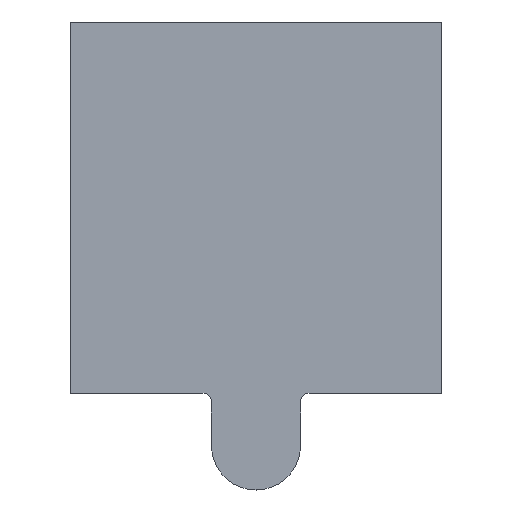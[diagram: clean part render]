
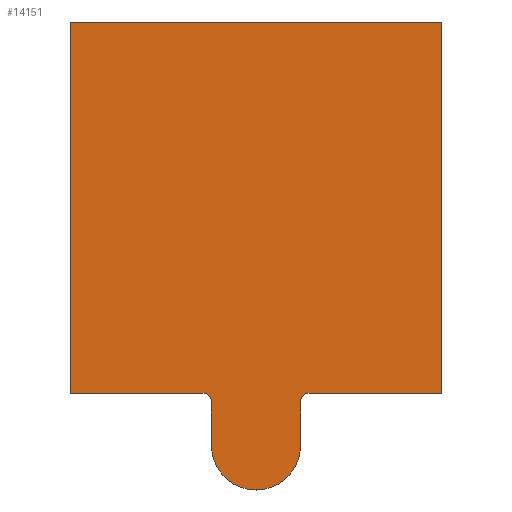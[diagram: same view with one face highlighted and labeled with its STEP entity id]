
A CAD part, top view. The second image highlights one B-rep face of the part: STEP entity #14151.
In plain terms, the highlighted planar face has unit normal (0, 0, 1).
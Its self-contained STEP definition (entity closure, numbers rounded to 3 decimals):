
#375 = DIRECTION ( 'NONE',  ( -1., 0., 0. ) ) ;
#689 = CIRCLE ( 'NONE', #10276, 0.5 ) ;
#756 = FACE_OUTER_BOUND ( 'NONE', #1289, .T. ) ;
#1085 = ORIENTED_EDGE ( 'NONE', *, *, #7458, .F. ) ;
#1289 = EDGE_LOOP ( 'NONE', ( #11113, #12350, #10134, #3522, #17829, #1085, #9842, #13619, #3200, #17355 ) ) ;
#1556 = VERTEX_POINT ( 'NONE', #2189 ) ;
#1732 = EDGE_CURVE ( 'NONE', #14158, #7502, #8261, .T. ) ;
#1747 = LINE ( 'NONE', #13984, #13440 ) ;
#1796 = DIRECTION ( 'NONE',  ( 0., 1., 0. ) ) ;
#2062 = DIRECTION ( 'NONE',  ( -1., 0., 0. ) ) ;
#2189 = CARTESIAN_POINT ( 'NONE',  ( 12.5, -12.5, 0.15 ) ) ;
#2248 = DIRECTION ( 'NONE',  ( 0., -1., 0. ) ) ;
#2318 = EDGE_CURVE ( 'NONE', #12208, #17265, #689, .T. ) ;
#3200 = ORIENTED_EDGE ( 'NONE', *, *, #7258, .T. ) ;
#3215 = VECTOR ( 'NONE', #1796, 1000. ) ;
#3521 = DIRECTION ( 'NONE',  ( 0., 0., 1. ) ) ;
#3522 = ORIENTED_EDGE ( 'NONE', *, *, #11042, .F. ) ;
#3661 = DIRECTION ( 'NONE',  ( 0., -1., 0. ) ) ;
#3663 = DIRECTION ( 'NONE',  ( 0., 0., 1. ) ) ;
#3734 = CARTESIAN_POINT ( 'NONE',  ( 12.5, 12.5, 0.15 ) ) ;
#4122 = EDGE_CURVE ( 'NONE', #4390, #1556, #11347, .T. ) ;
#4390 = VERTEX_POINT ( 'NONE', #17169 ) ;
#4831 = CARTESIAN_POINT ( 'NONE',  ( 3.5, -13., 0.15 ) ) ;
#5072 = CARTESIAN_POINT ( 'NONE',  ( 3., -16., 0.15 ) ) ;
#5347 = DIRECTION ( 'NONE',  ( 0., 0., -1. ) ) ;
#6899 = CARTESIAN_POINT ( 'NONE',  ( -3.5, -12.5, 0.15 ) ) ;
#7165 = CARTESIAN_POINT ( 'NONE',  ( -12.5, -12.5, 0.15 ) ) ;
#7250 = CARTESIAN_POINT ( 'NONE',  ( 3., -13., 0.15 ) ) ;
#7258 = EDGE_CURVE ( 'NONE', #13243, #16465, #14066, .T. ) ;
#7458 = EDGE_CURVE ( 'NONE', #17265, #14158, #1747, .T. ) ;
#7502 = VERTEX_POINT ( 'NONE', #18506 ) ;
#7835 = DIRECTION ( 'NONE',  ( -1., 0., 0. ) ) ;
#8014 = DIRECTION ( 'NONE',  ( -1., 0., 0. ) ) ;
#8218 = AXIS2_PLACEMENT_3D ( 'NONE', #17316, #5347, #2062 ) ;
#8261 = LINE ( 'NONE', #7165, #9943 ) ;
#8353 = DIRECTION ( 'NONE',  ( -1., 0., 0. ) ) ;
#8552 = DIRECTION ( 'NONE',  ( 0., 1., 0. ) ) ;
#8833 = CARTESIAN_POINT ( 'NONE',  ( -12.5, 12.5, 0.15 ) ) ;
#8928 = LINE ( 'NONE', #8833, #10700 ) ;
#9519 = VECTOR ( 'NONE', #12448, 1000. ) ;
#9842 = ORIENTED_EDGE ( 'NONE', *, *, #2318, .F. ) ;
#9845 = CARTESIAN_POINT ( 'NONE',  ( -3., -16., 0.15 ) ) ;
#9943 = VECTOR ( 'NONE', #8552, 1000. ) ;
#10134 = ORIENTED_EDGE ( 'NONE', *, *, #4122, .F. ) ;
#10276 = AXIS2_PLACEMENT_3D ( 'NONE', #17440, #17340, #375 ) ;
#10700 = VECTOR ( 'NONE', #19506, 1000. ) ;
#11042 = EDGE_CURVE ( 'NONE', #7502, #4390, #8928, .T. ) ;
#11113 = ORIENTED_EDGE ( 'NONE', *, *, #11224, .F. ) ;
#11224 = EDGE_CURVE ( 'NONE', #13138, #16208, #18122, .T. ) ;
#11347 = LINE ( 'NONE', #3734, #19704 ) ;
#12118 = AXIS2_PLACEMENT_3D ( 'NONE', #17523, #3663, #8353 ) ;
#12208 = VERTEX_POINT ( 'NONE', #12369 ) ;
#12249 = LINE ( 'NONE', #15388, #9519 ) ;
#12350 = ORIENTED_EDGE ( 'NONE', *, *, #13202, .F. ) ;
#12369 = CARTESIAN_POINT ( 'NONE',  ( -3., -13., 0.15 ) ) ;
#12448 = DIRECTION ( 'NONE',  ( -1., 0., 0. ) ) ;
#12519 = LINE ( 'NONE', #14236, #3215 ) ;
#13138 = VERTEX_POINT ( 'NONE', #13876 ) ;
#13202 = EDGE_CURVE ( 'NONE', #1556, #13138, #12249, .T. ) ;
#13243 = VERTEX_POINT ( 'NONE', #9845 ) ;
#13440 = VECTOR ( 'NONE', #7835, 1000. ) ;
#13619 = ORIENTED_EDGE ( 'NONE', *, *, #16501, .F. ) ;
#13876 = CARTESIAN_POINT ( 'NONE',  ( 3.5, -12.5, 0.15 ) ) ;
#13984 = CARTESIAN_POINT ( 'NONE',  ( -3.5, -12.5, 0.15 ) ) ;
#14066 = CIRCLE ( 'NONE', #12118, 3. ) ;
#14151 = ADVANCED_FACE ( 'NONE', ( #756 ), #16002, .F. ) ;
#14158 = VERTEX_POINT ( 'NONE', #15613 ) ;
#14236 = CARTESIAN_POINT ( 'NONE',  ( -3., -16., 0.15 ) ) ;
#15388 = CARTESIAN_POINT ( 'NONE',  ( 12.5, -12.5, 0.15 ) ) ;
#15613 = CARTESIAN_POINT ( 'NONE',  ( -12.5, -12.5, 0.15 ) ) ;
#16002 = PLANE ( 'NONE',  #8218 ) ;
#16120 = EDGE_CURVE ( 'NONE', #16208, #16465, #19028, .T. ) ;
#16208 = VERTEX_POINT ( 'NONE', #7250 ) ;
#16465 = VERTEX_POINT ( 'NONE', #5072 ) ;
#16501 = EDGE_CURVE ( 'NONE', #13243, #12208, #12519, .T. ) ;
#17169 = CARTESIAN_POINT ( 'NONE',  ( 12.5, 12.5, 0.15 ) ) ;
#17265 = VERTEX_POINT ( 'NONE', #6899 ) ;
#17316 = CARTESIAN_POINT ( 'NONE',  ( 3.5, -13., 0.15 ) ) ;
#17323 = VECTOR ( 'NONE', #3661, 1000. ) ;
#17340 = DIRECTION ( 'NONE',  ( 0., 0., 1. ) ) ;
#17355 = ORIENTED_EDGE ( 'NONE', *, *, #16120, .F. ) ;
#17440 = CARTESIAN_POINT ( 'NONE',  ( -3.5, -13., 0.15 ) ) ;
#17523 = CARTESIAN_POINT ( 'NONE',  ( 0., -16., 0.15 ) ) ;
#17829 = ORIENTED_EDGE ( 'NONE', *, *, #1732, .F. ) ;
#18122 = CIRCLE ( 'NONE', #18750, 0.5 ) ;
#18506 = CARTESIAN_POINT ( 'NONE',  ( -12.5, 12.5, 0.15 ) ) ;
#18750 = AXIS2_PLACEMENT_3D ( 'NONE', #4831, #3521, #8014 ) ;
#19028 = LINE ( 'NONE', #19119, #17323 ) ;
#19119 = CARTESIAN_POINT ( 'NONE',  ( 3., -13., 0.15 ) ) ;
#19506 = DIRECTION ( 'NONE',  ( 1., 0., 0. ) ) ;
#19704 = VECTOR ( 'NONE', #2248, 1000. ) ;
